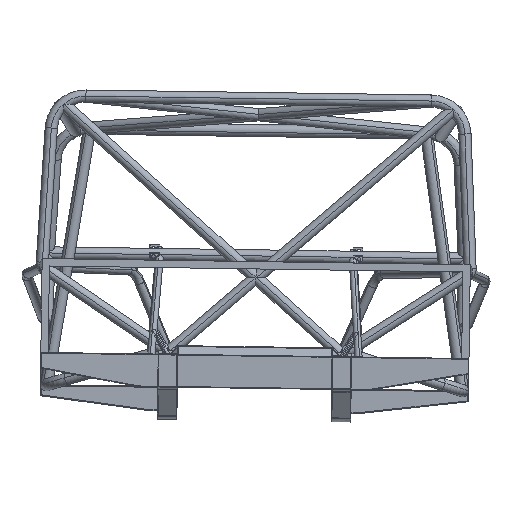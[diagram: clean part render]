
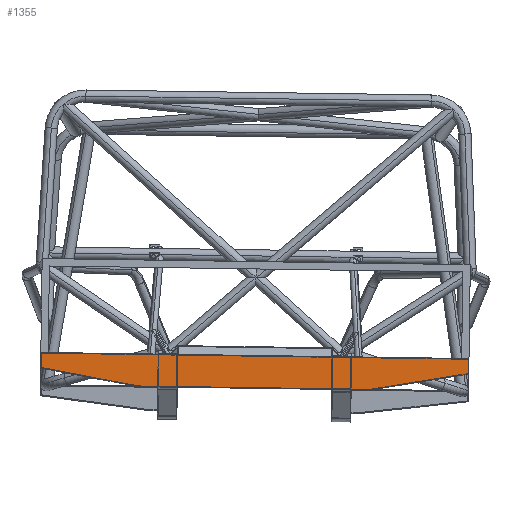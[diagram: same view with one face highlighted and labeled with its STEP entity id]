
A CAD part, left-side view. The second image highlights one B-rep face of the part: STEP entity #1355.
In plain terms, the highlighted planar face has unit normal (-1, 0, 0).
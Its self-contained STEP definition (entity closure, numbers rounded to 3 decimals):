
#169=CARTESIAN_POINT('Vertex',(-1251.,131.996,-80.)) ;
#230=CARTESIAN_POINT('Vertex',(-1251.,131.996,870.94)) ;
#233=CARTESIAN_POINT('Line Origine',(-1251.,131.996,395.47)) ;
#262=CARTESIAN_POINT('Vertex',(-1251.,202.527,1270.94)) ;
#265=CARTESIAN_POINT('Line Origine',(-1251.,167.261,1070.94)) ;
#286=CARTESIAN_POINT('Vertex',(-1251.,266.496,1270.94)) ;
#289=CARTESIAN_POINT('Line Origine',(-1251.,234.511,1270.94)) ;
#312=CARTESIAN_POINT('Vertex',(-1251.,266.496,-480.)) ;
#315=CARTESIAN_POINT('Line Origine',(-1251.,266.496,395.47)) ;
#1330=CARTESIAN_POINT('Axis2P3D Location',(-1251.,266.496,1270.94)) ;
#1335=CARTESIAN_POINT('Line Origine',(-1251.,167.261,-280.)) ;
#1339=CARTESIAN_POINT('Vertex',(-1251.,202.527,-480.)) ;
#1342=CARTESIAN_POINT('Line Origine',(-1251.,234.511,-480.)) ;
#234=DIRECTION('Vector Direction',(0.,0.,-1.)) ;
#266=DIRECTION('Vector Direction',(0.,0.174,0.985)) ;
#290=DIRECTION('Vector Direction',(0.,-1.,0.)) ;
#316=DIRECTION('Vector Direction',(0.,0.,-1.)) ;
#1331=DIRECTION('Axis2P3D Direction',(-1.,-0.,-0.)) ;
#1332=DIRECTION('Axis2P3D XDirection',(0.,0.,-1.)) ;
#1336=DIRECTION('Vector Direction',(0.,0.174,-0.985)) ;
#1343=DIRECTION('Vector Direction',(0.,-1.,0.)) ;
#1333=AXIS2_PLACEMENT_3D('Plane Axis2P3D',#1330,#1331,#1332) ;
#1348=ORIENTED_EDGE('',*,*,#1341,.F.) ;
#1349=ORIENTED_EDGE('',*,*,#237,.T.) ;
#1350=ORIENTED_EDGE('',*,*,#269,.F.) ;
#1351=ORIENTED_EDGE('',*,*,#293,.F.) ;
#1352=ORIENTED_EDGE('',*,*,#319,.F.) ;
#1353=ORIENTED_EDGE('',*,*,#1346,.T.) ;
#235=VECTOR('Line Direction',#234,1.) ;
#267=VECTOR('Line Direction',#266,1.) ;
#291=VECTOR('Line Direction',#290,1.) ;
#317=VECTOR('Line Direction',#316,1.) ;
#1337=VECTOR('Line Direction',#1336,1.) ;
#1344=VECTOR('Line Direction',#1343,1.) ;
#1355=ADVANCED_FACE('Corps principal',(#1354),#1334,.T.) ;
#237=EDGE_CURVE('',#170,#231,#236,.F.) ;
#269=EDGE_CURVE('',#263,#231,#268,.F.) ;
#293=EDGE_CURVE('',#287,#263,#292,.T.) ;
#319=EDGE_CURVE('',#313,#287,#318,.F.) ;
#1341=EDGE_CURVE('',#170,#1340,#1338,.T.) ;
#1346=EDGE_CURVE('',#313,#1340,#1345,.T.) ;
#1347=EDGE_LOOP('',(#1348,#1349,#1350,#1351,#1352,#1353)) ;
#1354=FACE_OUTER_BOUND('',#1347,.T.) ;
#236=LINE('Line',#233,#235) ;
#268=LINE('Line',#265,#267) ;
#292=LINE('Line',#289,#291) ;
#318=LINE('Line',#315,#317) ;
#1338=LINE('Line',#1335,#1337) ;
#1345=LINE('Line',#1342,#1344) ;
#1334=PLANE('',#1333) ;
#170=VERTEX_POINT('',#169) ;
#231=VERTEX_POINT('',#230) ;
#263=VERTEX_POINT('',#262) ;
#287=VERTEX_POINT('',#286) ;
#313=VERTEX_POINT('',#312) ;
#1340=VERTEX_POINT('',#1339) ;
